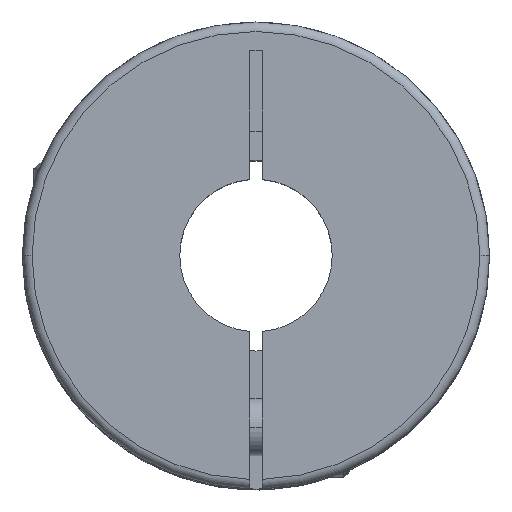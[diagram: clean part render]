
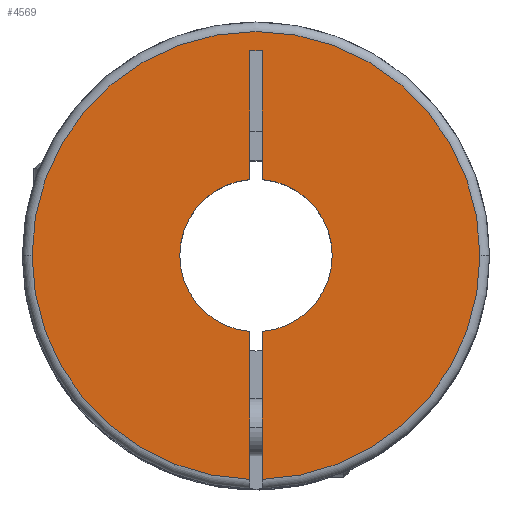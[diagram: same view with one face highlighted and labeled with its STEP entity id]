
A CAD part, top view. The second image highlights one B-rep face of the part: STEP entity #4569.
In plain terms, the highlighted planar face has unit normal (0, 0, 1).
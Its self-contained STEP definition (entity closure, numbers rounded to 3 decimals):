
#53 = VERTEX_POINT ( 'NONE', #1120 ) ;
#55 = DIRECTION ( 'NONE',  ( -1., 0., 0. ) ) ;
#131 = DIRECTION ( 'NONE',  ( 0., 1., 0. ) ) ;
#179 = FACE_OUTER_BOUND ( 'NONE', #2638, .T. ) ;
#323 = VECTOR ( 'NONE', #3053, 1000. ) ;
#341 = ORIENTED_EDGE ( 'NONE', *, *, #3503, .F. ) ;
#362 = CIRCLE ( 'NONE', #3111, 8. ) ;
#407 = ORIENTED_EDGE ( 'NONE', *, *, #1051, .T. ) ;
#501 = CARTESIAN_POINT ( 'NONE',  ( -0.65, 21.5, 0. ) ) ;
#508 = DIRECTION ( 'NONE',  ( 0., 0., -1. ) ) ;
#510 = LINE ( 'NONE', #4467, #1445 ) ;
#565 = CARTESIAN_POINT ( 'NONE',  ( -0.65, 21.5, 0. ) ) ;
#634 = DIRECTION ( 'NONE',  ( -1., 0., 0. ) ) ;
#741 = VERTEX_POINT ( 'NONE', #1567 ) ;
#847 = EDGE_CURVE ( 'NONE', #741, #3547, #362, .T. ) ;
#978 = AXIS2_PLACEMENT_3D ( 'NONE', #3027, #508, #1874 ) ;
#1051 = EDGE_CURVE ( 'NONE', #3547, #2490, #3375, .T. ) ;
#1080 = CARTESIAN_POINT ( 'NONE',  ( 0.65, -7.974, 0. ) ) ;
#1100 = ORIENTED_EDGE ( 'NONE', *, *, #2461, .T. ) ;
#1120 = CARTESIAN_POINT ( 'NONE',  ( 0.65, -23.491, 0. ) ) ;
#1174 = ORIENTED_EDGE ( 'NONE', *, *, #3473, .F. ) ;
#1402 = ORIENTED_EDGE ( 'NONE', *, *, #3617, .F. ) ;
#1440 = DIRECTION ( 'NONE',  ( -1., 0., 0. ) ) ;
#1445 = VECTOR ( 'NONE', #131, 1000. ) ;
#1465 = VERTEX_POINT ( 'NONE', #2218 ) ;
#1537 = AXIS2_PLACEMENT_3D ( 'NONE', #3059, #2373, #2052 ) ;
#1567 = CARTESIAN_POINT ( 'NONE',  ( -0.65, -7.974, 0. ) ) ;
#1621 = CIRCLE ( 'NONE', #2738, 23.5 ) ;
#1657 = CARTESIAN_POINT ( 'NONE',  ( -0.65, -23.491, 0. ) ) ;
#1664 = AXIS2_PLACEMENT_3D ( 'NONE', #1952, #2651, #3750 ) ;
#1691 = LINE ( 'NONE', #2736, #3107 ) ;
#1706 = VERTEX_POINT ( 'NONE', #3602 ) ;
#1719 = ORIENTED_EDGE ( 'NONE', *, *, #3634, .F. ) ;
#1874 = DIRECTION ( 'NONE',  ( 0., -1., 0. ) ) ;
#1878 = EDGE_CURVE ( 'NONE', #2689, #1706, #1893, .T. ) ;
#1893 = CIRCLE ( 'NONE', #1537, 23.5 ) ;
#1898 = LINE ( 'NONE', #3340, #2097 ) ;
#1913 = DIRECTION ( 'NONE',  ( 0., -1., 0. ) ) ;
#1952 = CARTESIAN_POINT ( 'NONE',  ( 0., 0., 0. ) ) ;
#2003 = CARTESIAN_POINT ( 'NONE',  ( 0., 0., 0. ) ) ;
#2026 = CIRCLE ( 'NONE', #1664, 23.5 ) ;
#2052 = DIRECTION ( 'NONE',  ( -1., 0., 0. ) ) ;
#2097 = VECTOR ( 'NONE', #3031, 1000. ) ;
#2128 = ORIENTED_EDGE ( 'NONE', *, *, #3580, .F. ) ;
#2149 = DIRECTION ( 'NONE',  ( 0., 0., -1. ) ) ;
#2218 = CARTESIAN_POINT ( 'NONE',  ( 0.65, 21.5, 0. ) ) ;
#2314 = EDGE_CURVE ( 'NONE', #1465, #3434, #3081, .T. ) ;
#2329 = CARTESIAN_POINT ( 'NONE',  ( -8., 0., 0. ) ) ;
#2363 = VERTEX_POINT ( 'NONE', #4103 ) ;
#2373 = DIRECTION ( 'NONE',  ( 0., 0., -1. ) ) ;
#2446 = CARTESIAN_POINT ( 'NONE',  ( 0., 0., 0. ) ) ;
#2453 = CARTESIAN_POINT ( 'NONE',  ( 0., 0., 0. ) ) ;
#2461 = EDGE_CURVE ( 'NONE', #3993, #4181, #4046, .T. ) ;
#2490 = VERTEX_POINT ( 'NONE', #4294 ) ;
#2626 = ORIENTED_EDGE ( 'NONE', *, *, #847, .T. ) ;
#2638 = EDGE_LOOP ( 'NONE', ( #3241, #341, #2626, #407, #1402, #4321, #1719, #1100, #1174, #3260, #2128 ) ) ;
#2651 = DIRECTION ( 'NONE',  ( 0., 0., -1. ) ) ;
#2689 = VERTEX_POINT ( 'NONE', #1657 ) ;
#2697 = VECTOR ( 'NONE', #1913, 1000. ) ;
#2706 = DIRECTION ( 'NONE',  ( -1., 0., 0. ) ) ;
#2736 = CARTESIAN_POINT ( 'NONE',  ( 0.65, -24.5, 0. ) ) ;
#2738 = AXIS2_PLACEMENT_3D ( 'NONE', #3050, #3821, #2706 ) ;
#2954 = LINE ( 'NONE', #501, #2697 ) ;
#2977 = EDGE_CURVE ( 'NONE', #2363, #53, #1621, .T. ) ;
#3027 = CARTESIAN_POINT ( 'NONE',  ( 0., 0., 0. ) ) ;
#3031 = DIRECTION ( 'NONE',  ( 0., -1., 0. ) ) ;
#3050 = CARTESIAN_POINT ( 'NONE',  ( 0., 0., 0. ) ) ;
#3053 = DIRECTION ( 'NONE',  ( -1., 0., 0. ) ) ;
#3059 = CARTESIAN_POINT ( 'NONE',  ( 0., 0., 0. ) ) ;
#3081 = LINE ( 'NONE', #3157, #323 ) ;
#3107 = VECTOR ( 'NONE', #4175, 1000. ) ;
#3111 = AXIS2_PLACEMENT_3D ( 'NONE', #2003, #3826, #634 ) ;
#3157 = CARTESIAN_POINT ( 'NONE',  ( 0.65, 21.5, 0. ) ) ;
#3241 = ORIENTED_EDGE ( 'NONE', *, *, #1878, .F. ) ;
#3260 = ORIENTED_EDGE ( 'NONE', *, *, #2977, .F. ) ;
#3340 = CARTESIAN_POINT ( 'NONE',  ( -0.65, 21.5, 0. ) ) ;
#3362 = PLANE ( 'NONE',  #978 ) ;
#3375 = CIRCLE ( 'NONE', #4031, 8. ) ;
#3434 = VERTEX_POINT ( 'NONE', #565 ) ;
#3473 = EDGE_CURVE ( 'NONE', #53, #4181, #1691, .T. ) ;
#3503 = EDGE_CURVE ( 'NONE', #741, #2689, #2954, .T. ) ;
#3547 = VERTEX_POINT ( 'NONE', #2329 ) ;
#3580 = EDGE_CURVE ( 'NONE', #1706, #2363, #2026, .T. ) ;
#3602 = CARTESIAN_POINT ( 'NONE',  ( -23.5, 0., 0. ) ) ;
#3617 = EDGE_CURVE ( 'NONE', #3434, #2490, #1898, .T. ) ;
#3634 = EDGE_CURVE ( 'NONE', #3993, #1465, #510, .T. ) ;
#3750 = DIRECTION ( 'NONE',  ( -1., 0., 0. ) ) ;
#3821 = DIRECTION ( 'NONE',  ( 0., 0., -1. ) ) ;
#3826 = DIRECTION ( 'NONE',  ( 0., 0., -1. ) ) ;
#3936 = CARTESIAN_POINT ( 'NONE',  ( 0.65, 7.974, 0. ) ) ;
#3993 = VERTEX_POINT ( 'NONE', #3936 ) ;
#4031 = AXIS2_PLACEMENT_3D ( 'NONE', #2453, #2149, #55 ) ;
#4046 = CIRCLE ( 'NONE', #4496, 8. ) ;
#4103 = CARTESIAN_POINT ( 'NONE',  ( 23.5, 0., 0. ) ) ;
#4175 = DIRECTION ( 'NONE',  ( 0., 1., 0. ) ) ;
#4181 = VERTEX_POINT ( 'NONE', #1080 ) ;
#4294 = CARTESIAN_POINT ( 'NONE',  ( -0.65, 7.974, 0. ) ) ;
#4321 = ORIENTED_EDGE ( 'NONE', *, *, #2314, .F. ) ;
#4467 = CARTESIAN_POINT ( 'NONE',  ( 0.65, -24.5, 0. ) ) ;
#4496 = AXIS2_PLACEMENT_3D ( 'NONE', #2446, #4571, #1440 ) ;
#4569 = ADVANCED_FACE ( 'NONE', ( #179 ), #3362, .F. ) ;
#4571 = DIRECTION ( 'NONE',  ( 0., 0., -1. ) ) ;
